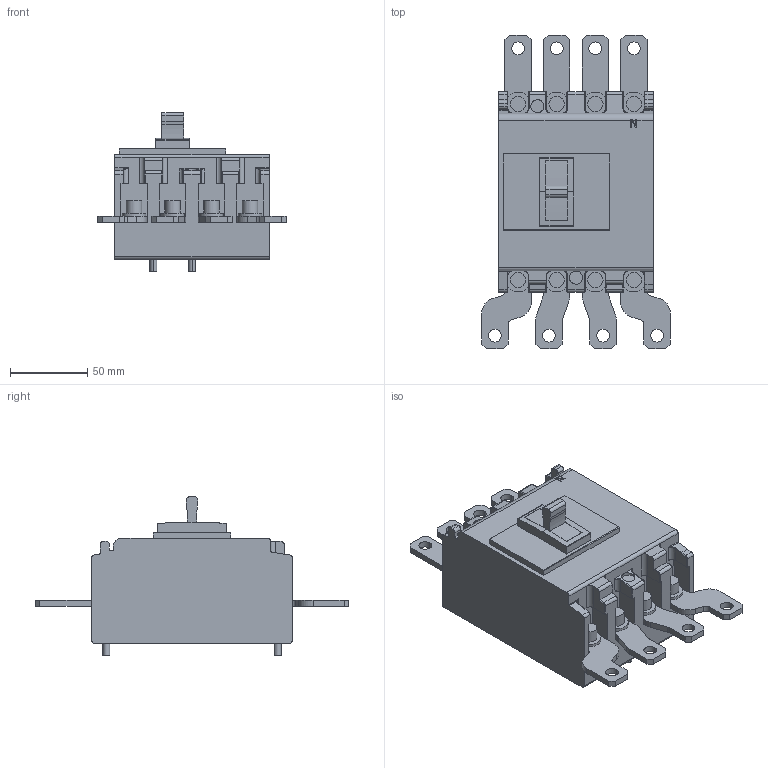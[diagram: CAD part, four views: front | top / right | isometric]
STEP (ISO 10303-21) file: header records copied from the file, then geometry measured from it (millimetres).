
FILE_DESCRIPTION(('CoCreate Modeling STEP Export'),'2;1');
FILE_NAME('Ｓ１２５ＳＦ４ＦＢ.stp','2016-03-31T13:36:37',(''),(''),'CoCreate Modeling STEP processor for AP214 (Solid Model)','CoCreate Modeling 17.0 01-Apr-2010 (C) Parametric Technology GmbH','');
FILE_SCHEMA(('AUTOMOTIVE_DESIGN { 1 0 10303 214 1 1 1 1 }'));
Length unit declared in the file: millimetre
Products named in the file (13): P3.6; P3.5; P3.4; P3.3; P2.1; P3.2; P1; p4.6; P3.1; P3.7; P3; p4.1; Ｓ１２５ＳＦ４ＦＢ
Assembly tree (19 placements, depth 2):
  Ｓ１２５ＳＦ４ＦＢ
    p4.1  x3
    p4.6  x5
    P3
    P3.7
    P3.1
    P2.1  x2
    P1
    P3.2
    P3.3
    P3.4
    P3.5
    P3.6
Bounding box: 122 x 203 x 102.7 mm (x, y, z)
Volume: 850500 mm3; surface area: 99699.1 mm2
Topology: 19 solids, 19 shells, 499 faces, 1236 edges, 800 vertices
Faces by surface type: plane 245, cylinder 205, bspline 39, torus 10
Entity records: 19384 total; most frequent: CARTESIAN_POINT 9060, ORIENTED_EDGE 2252, DIRECTION 1795, EDGE_CURVE 1126, VERTEX_POINT 728, VECTOR 637, LINE 637, AXIS2_PLACEMENT_3D 579
